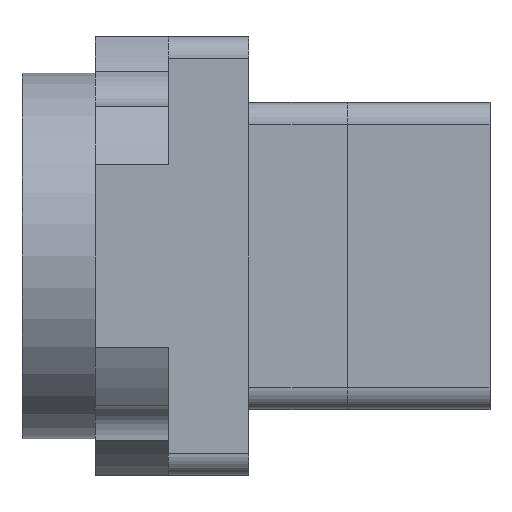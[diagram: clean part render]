
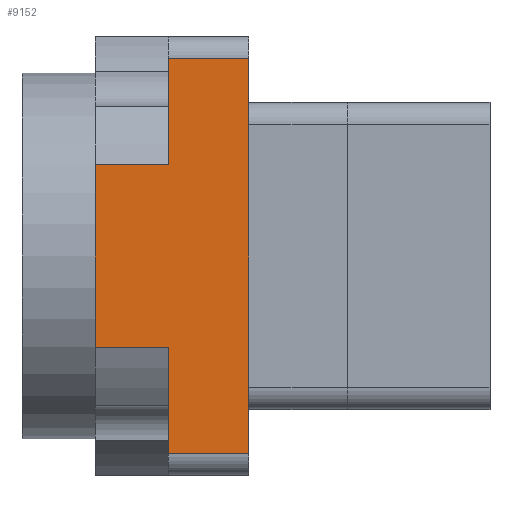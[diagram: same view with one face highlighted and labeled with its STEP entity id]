
A CAD part, left-side view. The second image highlights one B-rep face of the part: STEP entity #9152.
In plain terms, the highlighted planar face has unit normal (-1, 0, 0).
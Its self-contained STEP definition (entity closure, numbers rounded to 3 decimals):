
#28 = VECTOR ( 'NONE', #9041, 1000. ) ;
#119 = CARTESIAN_POINT ( 'NONE',  ( -30., 0., -27. ) ) ;
#173 = VERTEX_POINT ( 'NONE', #1690 ) ;
#225 = VECTOR ( 'NONE', #567, 1000. ) ;
#252 = EDGE_LOOP ( 'NONE', ( #1508, #2585, #4365, #9060, #2884, #11533, #8626, #3339 ) ) ;
#330 = LINE ( 'NONE', #6399, #28 ) ;
#567 = DIRECTION ( 'NONE',  ( 0., -1., 0. ) ) ;
#585 = LINE ( 'NONE', #2782, #9487 ) ;
#668 = DIRECTION ( 'NONE',  ( 1., 0., 0. ) ) ;
#706 = VERTEX_POINT ( 'NONE', #9823 ) ;
#820 = VERTEX_POINT ( 'NONE', #10268 ) ;
#921 = VECTOR ( 'NONE', #1006, 1000. ) ;
#1006 = DIRECTION ( 'NONE',  ( 0., 0., 1. ) ) ;
#1508 = ORIENTED_EDGE ( 'NONE', *, *, #5101, .T. ) ;
#1681 = EDGE_CURVE ( 'NONE', #706, #5049, #330, .T. ) ;
#1690 = CARTESIAN_POINT ( 'NONE',  ( -30., 0., 27. ) ) ;
#2439 = VERTEX_POINT ( 'NONE', #3083 ) ;
#2543 = LINE ( 'NONE', #7605, #225 ) ;
#2585 = ORIENTED_EDGE ( 'NONE', *, *, #5354, .F. ) ;
#2687 = CARTESIAN_POINT ( 'NONE',  ( -30., 11., 12.5 ) ) ;
#2696 = VECTOR ( 'NONE', #9030, 1000. ) ;
#2782 = CARTESIAN_POINT ( 'NONE',  ( -30., 11., -27. ) ) ;
#2884 = ORIENTED_EDGE ( 'NONE', *, *, #5758, .F. ) ;
#3083 = CARTESIAN_POINT ( 'NONE',  ( -30., 21., -12.5 ) ) ;
#3268 = VERTEX_POINT ( 'NONE', #3377 ) ;
#3339 = ORIENTED_EDGE ( 'NONE', *, *, #11391, .T. ) ;
#3377 = CARTESIAN_POINT ( 'NONE',  ( -30., 11., 27. ) ) ;
#3728 = CARTESIAN_POINT ( 'NONE',  ( -30., 11., -27. ) ) ;
#4277 = EDGE_CURVE ( 'NONE', #2439, #5012, #10573, .T. ) ;
#4365 = ORIENTED_EDGE ( 'NONE', *, *, #5137, .F. ) ;
#5012 = VERTEX_POINT ( 'NONE', #6190 ) ;
#5049 = VERTEX_POINT ( 'NONE', #2687 ) ;
#5094 = FACE_OUTER_BOUND ( 'NONE', #252, .T. ) ;
#5101 = EDGE_CURVE ( 'NONE', #820, #173, #10656, .T. ) ;
#5137 = EDGE_CURVE ( 'NONE', #5049, #3268, #10111, .T. ) ;
#5354 = EDGE_CURVE ( 'NONE', #3268, #173, #2543, .T. ) ;
#5758 = EDGE_CURVE ( 'NONE', #2439, #706, #10237, .T. ) ;
#5799 = AXIS2_PLACEMENT_3D ( 'NONE', #5974, #668, #6879 ) ;
#5974 = CARTESIAN_POINT ( 'NONE',  ( -30., 11., -27. ) ) ;
#6190 = CARTESIAN_POINT ( 'NONE',  ( -30., 11., -12.5 ) ) ;
#6399 = CARTESIAN_POINT ( 'NONE',  ( -30., 21., 12.5 ) ) ;
#6655 = DIRECTION ( 'NONE',  ( 0., 0., 1. ) ) ;
#6879 = DIRECTION ( 'NONE',  ( 0., 0., -1. ) ) ;
#7163 = CARTESIAN_POINT ( 'NONE',  ( -30., 11., -27. ) ) ;
#7223 = VERTEX_POINT ( 'NONE', #7163 ) ;
#7413 = EDGE_CURVE ( 'NONE', #7223, #5012, #585, .T. ) ;
#7605 = CARTESIAN_POINT ( 'NONE',  ( -30., 11., 27. ) ) ;
#8171 = VECTOR ( 'NONE', #11269, 1000. ) ;
#8174 = VECTOR ( 'NONE', #10962, 1000. ) ;
#8237 = CARTESIAN_POINT ( 'NONE',  ( -30., 21., -12.5 ) ) ;
#8552 = CARTESIAN_POINT ( 'NONE',  ( -30., 11., -27. ) ) ;
#8626 = ORIENTED_EDGE ( 'NONE', *, *, #7413, .F. ) ;
#9030 = DIRECTION ( 'NONE',  ( 0., 0., 1. ) ) ;
#9041 = DIRECTION ( 'NONE',  ( 0., -1., 0. ) ) ;
#9060 = ORIENTED_EDGE ( 'NONE', *, *, #1681, .F. ) ;
#9152 = ADVANCED_FACE ( 'NONE', ( #5094 ), #11320, .F. ) ;
#9487 = VECTOR ( 'NONE', #10748, 1000. ) ;
#9823 = CARTESIAN_POINT ( 'NONE',  ( -30., 21., 12.5 ) ) ;
#9948 = VECTOR ( 'NONE', #6655, 1000. ) ;
#10111 = LINE ( 'NONE', #3728, #2696 ) ;
#10237 = LINE ( 'NONE', #11103, #9948 ) ;
#10268 = CARTESIAN_POINT ( 'NONE',  ( -30., 0., -27. ) ) ;
#10568 = LINE ( 'NONE', #8552, #8171 ) ;
#10573 = LINE ( 'NONE', #8237, #8174 ) ;
#10656 = LINE ( 'NONE', #119, #921 ) ;
#10748 = DIRECTION ( 'NONE',  ( 0., 0., 1. ) ) ;
#10962 = DIRECTION ( 'NONE',  ( 0., -1., 0. ) ) ;
#11103 = CARTESIAN_POINT ( 'NONE',  ( -30., 21., -12.5 ) ) ;
#11269 = DIRECTION ( 'NONE',  ( 0., -1., 0. ) ) ;
#11320 = PLANE ( 'NONE',  #5799 ) ;
#11391 = EDGE_CURVE ( 'NONE', #7223, #820, #10568, .T. ) ;
#11533 = ORIENTED_EDGE ( 'NONE', *, *, #4277, .T. ) ;
